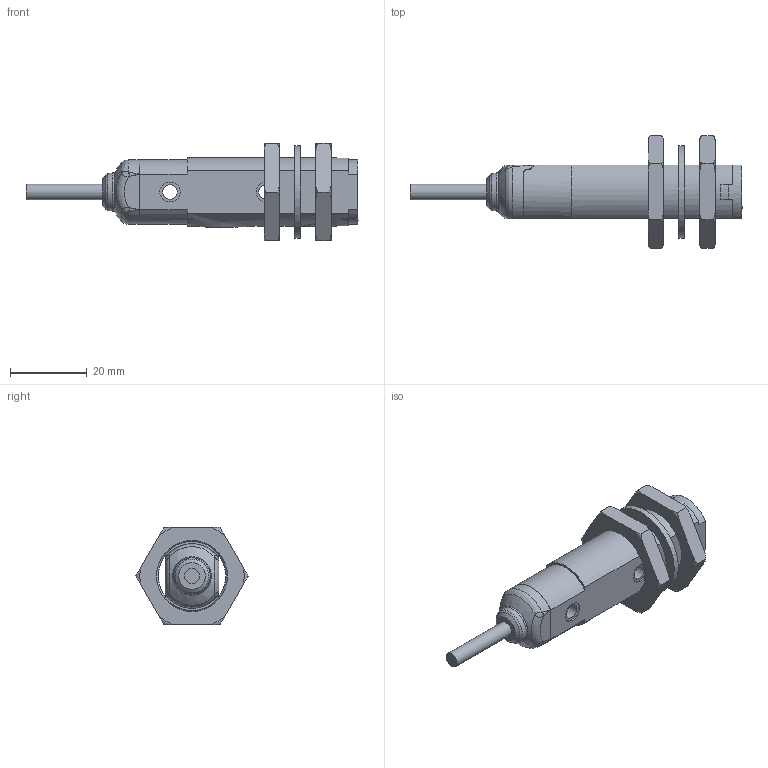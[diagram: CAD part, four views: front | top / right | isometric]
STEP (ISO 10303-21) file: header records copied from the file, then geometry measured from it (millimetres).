
FILE_DESCRIPTION (( 'STEP AP214' ), '1' );
FILE_NAME ('F18IE-00-0A.STEP', '2023-02-23T12:20:34', ( '' ), ( '' ), 'SwSTEP 2.0', 'SolidWorks 2021', '' );
FILE_SCHEMA (( 'AUTOMOTIVE_DESIGN' ));
Length unit declared in the file: inch
Products named in the file (1): F18IE-00-0A
Bounding box: 86.58 x 29.28 x 25.36 mm (x, y, z)
Volume: 16522.9 mm3; surface area: 7474.4 mm2
Topology: 4 solids, 4 shells, 149 faces, 388 edges, 248 vertices
Faces by surface type: plane 62, cylinder 39, torus 26, bspline 15, cone 6, sphere 1
Full cylindrical faces by diameter (mm): 3.8 x2, 4 x1, 5.2 x2, 10 x1, 17.5 x2, 18 x1, 24 x1
Entity records: 8355 total; most frequent: CARTESIAN_POINT 3007, ORIENTED_EDGE 718, DIRECTION 610, EDGE_CURVE 359, VERTEX_POINT 244, AXIS2_PLACEMENT_3D 236, EDGE_LOOP 185, FACE_OUTER_BOUND 161
